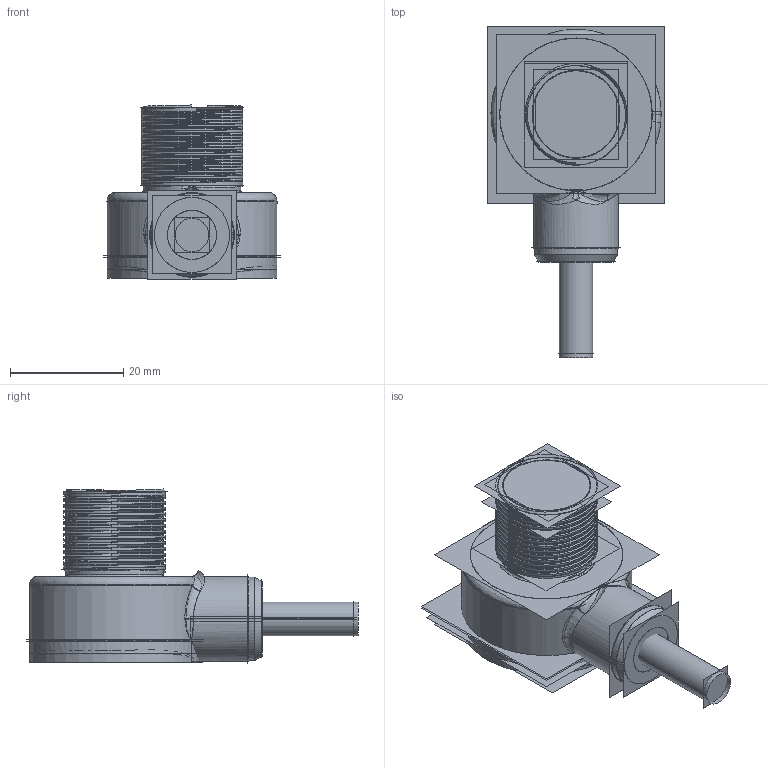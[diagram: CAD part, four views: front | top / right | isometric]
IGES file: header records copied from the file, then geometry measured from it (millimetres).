
Start section:  PTC IGES file: 155304_sm01.igs
Global section: file name: 155304_sm01.igs; native system: Creo Parametric by PTC Inc.; preprocessor: 2022414; author: banengservice; organization: Unknown; date: 20251013.145359; units: millimetre
Bounding box: 31.28 x 58.66 x 30.75 mm (x, y, z)
Volume: 17294.3 mm3; surface area: 31102.7 mm2
Topology: 2 solids, 2 shells, 254 faces, 1256 edges, 1591 vertices
Faces by surface type: revolution 156, bspline 98
